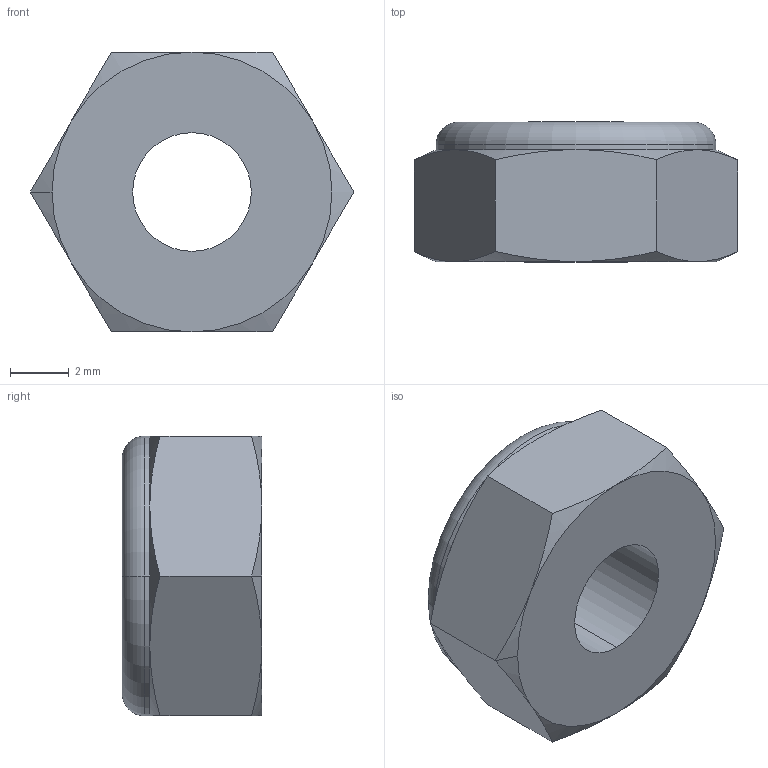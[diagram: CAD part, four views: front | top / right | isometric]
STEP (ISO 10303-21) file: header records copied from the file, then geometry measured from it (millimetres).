
FILE_DESCRIPTION (( 'STEP AP203' ), '1' );
FILE_NAME ('WCP-0326.STEP', '2021-05-12T23:58:56', ( '' ), ( '' ), 'SwSTEP 2.0', 'SolidWorks 2020', '' );
FILE_SCHEMA (( 'CONFIG_CONTROL_DESIGN' ));
Length unit declared in the file: inch
Products named in the file (1): WCP-0326
Bounding box: 11 x 4.75 x 9.53 mm (x, y, z)
Volume: 296.1 mm3; surface area: 331 mm2
Topology: 1 solids, 1 shells, 34 faces, 73 edges, 43 vertices
Faces by surface type: cone 14, plane 10, cylinder 8, torus 2
Entity records: 1053 total; most frequent: CARTESIAN_POINT 255, DIRECTION 152, ORIENTED_EDGE 146, EDGE_CURVE 73, AXIS2_PLACEMENT_3D 68, VERTEX_POINT 43, EDGE_LOOP 38, FACE_OUTER_BOUND 34
